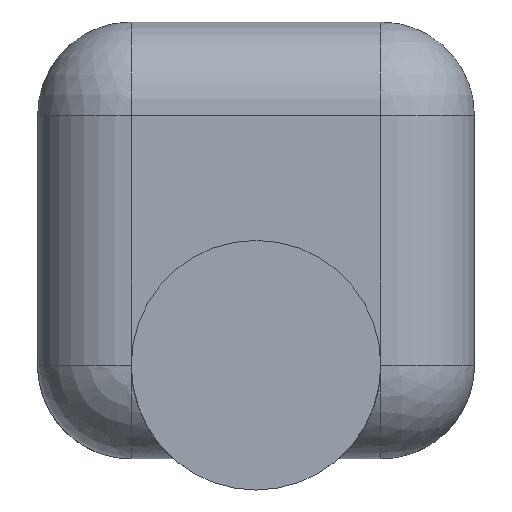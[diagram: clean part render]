
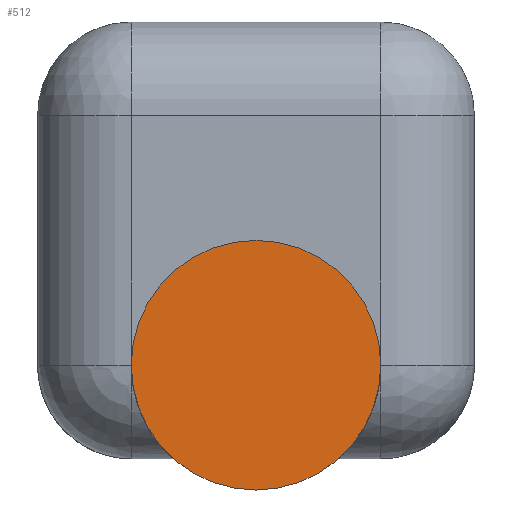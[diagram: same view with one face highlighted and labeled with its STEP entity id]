
A CAD part, left-side view. The second image highlights one B-rep face of the part: STEP entity #512.
In plain terms, the highlighted planar face has unit normal (-1, 0, 0).
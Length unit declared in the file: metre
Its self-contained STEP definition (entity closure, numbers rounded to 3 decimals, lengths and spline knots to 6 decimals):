
#48=CIRCLE('',#589,0.02);
#218=ORIENTED_EDGE('',*,*,#289,.F.);
#289=EDGE_CURVE('',#326,#326,#48,.T.);
#326=VERTEX_POINT('',#1032);
#428=EDGE_LOOP('',(#218));
#466=FACE_BOUND('',#428,.T.);
#476=PLANE('',#590);
#512=ADVANCED_FACE('',(#466),#476,.F.);
#589=AXIS2_PLACEMENT_3D('',#1031,#751,#752);
#590=AXIS2_PLACEMENT_3D('',#1033,#753,#754);
#751=DIRECTION('',(1.,0.,0.));
#752=DIRECTION('',(0.,0.,-1.));
#753=DIRECTION('',(1.,0.,0.));
#754=DIRECTION('',(0.,1.,0.));
#1031=CARTESIAN_POINT('',(-0.12,-0.035,0.015));
#1032=CARTESIAN_POINT('',(-0.12,-0.035,-0.005));
#1033=CARTESIAN_POINT('',(-0.12,-0.035,0.025));
